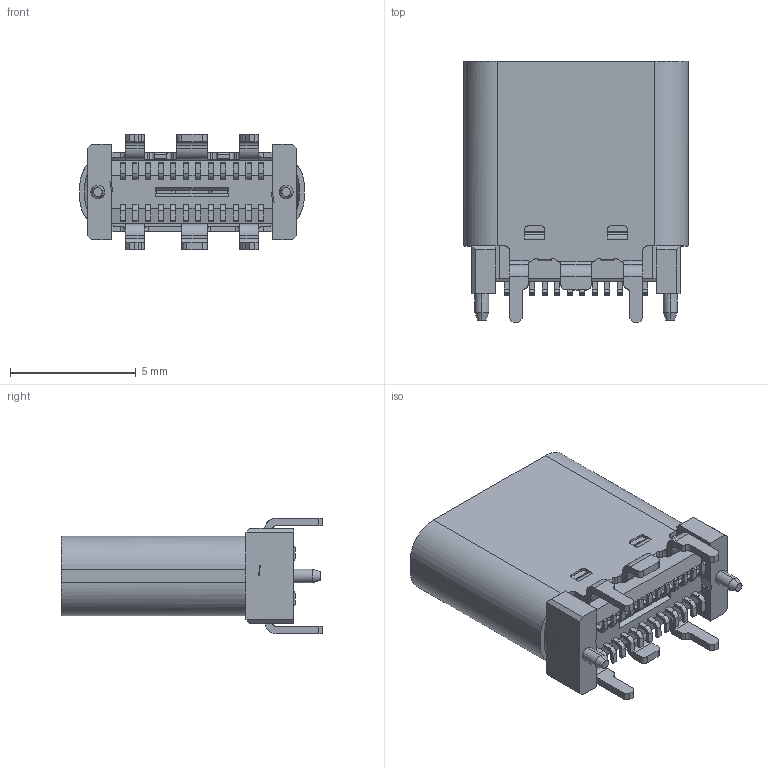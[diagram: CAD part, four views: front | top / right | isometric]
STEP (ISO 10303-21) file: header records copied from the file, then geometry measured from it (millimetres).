
FILE_DESCRIPTION (( 'STEP AP214' ), '1' );
FILE_NAME ('USB4115-03-A.STEP', '2020-09-24T10:58:13', ( '' ), ( '' ), 'SwSTEP 2.0', 'SolidWorks 2019', '' );
FILE_SCHEMA (( 'AUTOMOTIVE_DESIGN' ));
Length unit declared in the file: millimetre
Products named in the file (1): USB4115-03-A
Bounding box: 8.94 x 10.4 x 4.6 mm (x, y, z)
Volume: 152.7 mm3; surface area: 623.4 mm2
Topology: 1 solids, 40 shells, 1142 faces, 3054 edges, 2011 vertices
Faces by surface type: plane 894, cylinder 212, bspline 20, cone 16
Entity records: 37026 total; most frequent: CARTESIAN_POINT 9975, ORIENTED_EDGE 6108, DIRECTION 4616, EDGE_CURVE 3054, VECTOR 2288, LINE 2288, VERTEX_POINT 2011, EDGE_LOOP 1197
